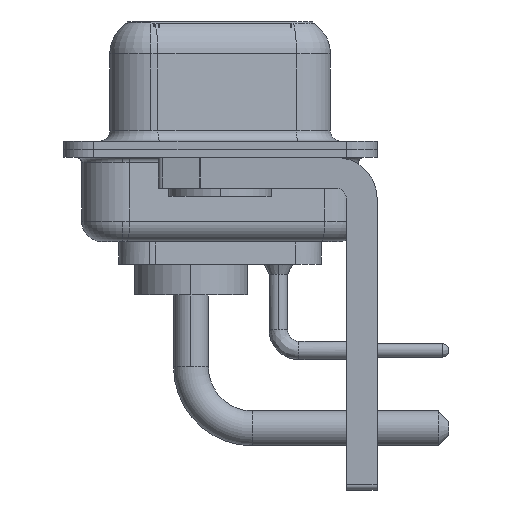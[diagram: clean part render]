
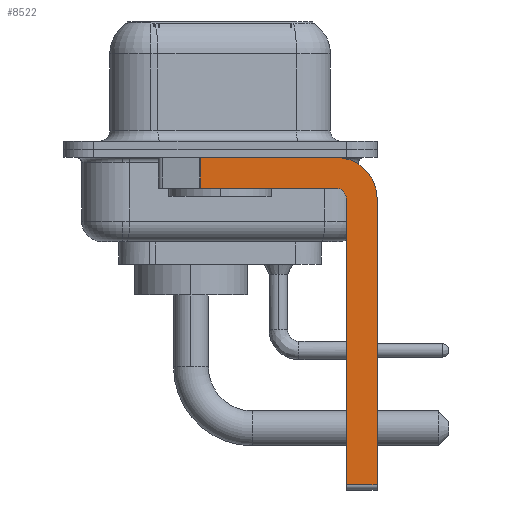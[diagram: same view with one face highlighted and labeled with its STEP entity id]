
A CAD part, left-side view. The second image highlights one B-rep face of the part: STEP entity #8522.
In plain terms, the highlighted planar face has unit normal (-1, 0, 0).
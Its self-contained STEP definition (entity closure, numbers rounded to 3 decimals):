
#259 = EDGE_CURVE ( 'NONE', #11542, #1306, #7380, .T. ) ;
#275 = DIRECTION ( 'NONE',  ( 0., 0., -1. ) ) ;
#1061 = CARTESIAN_POINT ( 'NONE',  ( -2.9, -7.65, -2.4 ) ) ;
#1171 = AXIS2_PLACEMENT_3D ( 'NONE', #16936, #18712, #17152 ) ;
#1241 = LINE ( 'NONE', #4234, #16394 ) ;
#1306 = VERTEX_POINT ( 'NONE', #1866 ) ;
#1366 = VERTEX_POINT ( 'NONE', #2191 ) ;
#1697 = EDGE_CURVE ( 'NONE', #14582, #21917, #14636, .T. ) ;
#1866 = CARTESIAN_POINT ( 'NONE',  ( -2.9, -7.65, -16.35 ) ) ;
#1958 = CARTESIAN_POINT ( 'NONE',  ( -2.9, -6.15, -2.4 ) ) ;
#2191 = CARTESIAN_POINT ( 'NONE',  ( -2.9, 0.978, -0.4 ) ) ;
#3944 = DIRECTION ( 'NONE',  ( 0., 0., 1. ) ) ;
#4151 = ORIENTED_EDGE ( 'NONE', *, *, #4360, .T. ) ;
#4162 = CARTESIAN_POINT ( 'NONE',  ( -2.9, -7.65, -2.4 ) ) ;
#4227 = AXIS2_PLACEMENT_3D ( 'NONE', #13685, #13458, #5122 ) ;
#4234 = CARTESIAN_POINT ( 'NONE',  ( -2.9, -5.65, -1.9 ) ) ;
#4360 = EDGE_CURVE ( 'NONE', #12090, #1306, #16716, .T. ) ;
#4859 = VECTOR ( 'NONE', #275, 1000. ) ;
#5017 = ORIENTED_EDGE ( 'NONE', *, *, #1697, .F. ) ;
#5061 = EDGE_CURVE ( 'NONE', #14343, #11542, #15739, .T. ) ;
#5122 = DIRECTION ( 'NONE',  ( 0., 0., -1. ) ) ;
#6039 = DIRECTION ( 'NONE',  ( 0., 0., -1. ) ) ;
#6397 = ORIENTED_EDGE ( 'NONE', *, *, #6491, .T. ) ;
#6491 = EDGE_CURVE ( 'NONE', #1366, #10475, #12809, .T. ) ;
#7363 = CARTESIAN_POINT ( 'NONE',  ( -2.9, -5.65, -2.4 ) ) ;
#7380 = LINE ( 'NONE', #4162, #4859 ) ;
#8295 = DIRECTION ( 'NONE',  ( 0., -1., 0. ) ) ;
#8522 = ADVANCED_FACE ( 'NONE', ( #14712 ), #11673, .F. ) ;
#8921 = ORIENTED_EDGE ( 'NONE', *, *, #19680, .F. ) ;
#9565 = EDGE_CURVE ( 'NONE', #12090, #14582, #15605, .T. ) ;
#10202 = ORIENTED_EDGE ( 'NONE', *, *, #21515, .F. ) ;
#10475 = VERTEX_POINT ( 'NONE', #17360 ) ;
#10913 = DIRECTION ( 'NONE',  ( 0., 0., -1. ) ) ;
#11075 = VECTOR ( 'NONE', #11471, 1000. ) ;
#11471 = DIRECTION ( 'NONE',  ( 0., -1., 0. ) ) ;
#11485 = VECTOR ( 'NONE', #8295, 1000. ) ;
#11542 = VERTEX_POINT ( 'NONE', #1061 ) ;
#11673 = PLANE ( 'NONE',  #4227 ) ;
#11730 = CARTESIAN_POINT ( 'NONE',  ( -2.9, -5.65, -16.35 ) ) ;
#11951 = CARTESIAN_POINT ( 'NONE',  ( -2.9, -6.15, -16.6 ) ) ;
#12090 = VERTEX_POINT ( 'NONE', #19688 ) ;
#12352 = DIRECTION ( 'NONE',  ( 1., 0., 0. ) ) ;
#12640 = CARTESIAN_POINT ( 'NONE',  ( -2.9, -5.65, -1.9 ) ) ;
#12809 = LINE ( 'NONE', #14382, #14233 ) ;
#13139 = CARTESIAN_POINT ( 'NONE',  ( -2.9, 3., -0.4 ) ) ;
#13458 = DIRECTION ( 'NONE',  ( 1., 0., 0. ) ) ;
#13685 = CARTESIAN_POINT ( 'NONE',  ( -2.9, -5.65, -2.4 ) ) ;
#14233 = VECTOR ( 'NONE', #6039, 1000. ) ;
#14343 = VERTEX_POINT ( 'NONE', #20264 ) ;
#14382 = CARTESIAN_POINT ( 'NONE',  ( -2.9, 0.978, -1.9 ) ) ;
#14553 = DIRECTION ( 'NONE',  ( 0., 1., 0. ) ) ;
#14582 = VERTEX_POINT ( 'NONE', #1958 ) ;
#14636 = CIRCLE ( 'NONE', #1171, 0.5 ) ;
#14712 = FACE_OUTER_BOUND ( 'NONE', #20971, .T. ) ;
#14839 = VECTOR ( 'NONE', #3944, 1000. ) ;
#15605 = LINE ( 'NONE', #11951, #14839 ) ;
#15739 = CIRCLE ( 'NONE', #18588, 2. ) ;
#16394 = VECTOR ( 'NONE', #14553, 1000. ) ;
#16716 = LINE ( 'NONE', #11730, #11485 ) ;
#16936 = CARTESIAN_POINT ( 'NONE',  ( -2.9, -5.65, -2.4 ) ) ;
#17152 = DIRECTION ( 'NONE',  ( 0., 0., 1. ) ) ;
#17360 = CARTESIAN_POINT ( 'NONE',  ( -2.9, 0.978, -1.9 ) ) ;
#17873 = ORIENTED_EDGE ( 'NONE', *, *, #5061, .F. ) ;
#18588 = AXIS2_PLACEMENT_3D ( 'NONE', #7363, #12352, #10913 ) ;
#18712 = DIRECTION ( 'NONE',  ( -1., 0., 0. ) ) ;
#19366 = ORIENTED_EDGE ( 'NONE', *, *, #9565, .F. ) ;
#19472 = ORIENTED_EDGE ( 'NONE', *, *, #259, .F. ) ;
#19680 = EDGE_CURVE ( 'NONE', #1366, #14343, #21918, .T. ) ;
#19688 = CARTESIAN_POINT ( 'NONE',  ( -2.9, -6.15, -16.35 ) ) ;
#20264 = CARTESIAN_POINT ( 'NONE',  ( -2.9, -5.65, -0.4 ) ) ;
#20971 = EDGE_LOOP ( 'NONE', ( #8921, #6397, #10202, #5017, #19366, #4151, #19472, #17873 ) ) ;
#21515 = EDGE_CURVE ( 'NONE', #21917, #10475, #1241, .T. ) ;
#21917 = VERTEX_POINT ( 'NONE', #12640 ) ;
#21918 = LINE ( 'NONE', #13139, #11075 ) ;
